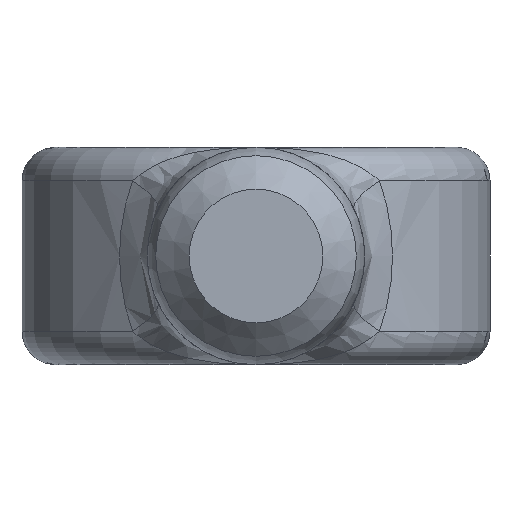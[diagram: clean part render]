
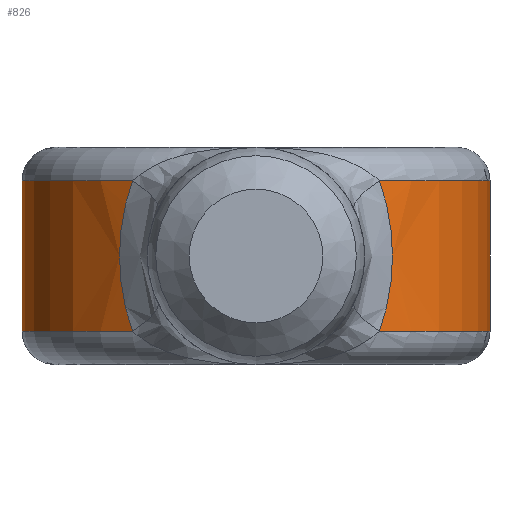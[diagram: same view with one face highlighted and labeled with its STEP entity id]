
A CAD part, front view. The second image highlights one B-rep face of the part: STEP entity #826.
In plain terms, the highlighted cylindrical face has radius 7 mm (diameter 14 mm), a partial arc.
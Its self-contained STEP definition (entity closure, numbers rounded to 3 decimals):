
#37 = CARTESIAN_POINT ( 'NONE',  ( 3.821, -12.867, 1.894 ) ) ;
#52 = CARTESIAN_POINT ( 'NONE',  ( 3.689, -12.949, -2.25 ) ) ;
#56 = DIRECTION ( 'NONE',  ( 0., 0., 1. ) ) ;
#79 = CARTESIAN_POINT ( 'NONE',  ( 3.689, -12.949, 2.25 ) ) ;
#99 = DIRECTION ( 'NONE',  ( -1., 0., 0. ) ) ;
#107 = ORIENTED_EDGE ( 'NONE', *, *, #115, .T. ) ;
#115 = EDGE_CURVE ( 'NONE', #703, #177, #214, .T. ) ;
#116 = CARTESIAN_POINT ( 'NONE',  ( -4.05, -12.71, 0.773 ) ) ;
#119 = CARTESIAN_POINT ( 'NONE',  ( -3.689, -12.949, 2.25 ) ) ;
#173 = CARTESIAN_POINT ( 'NONE',  ( 3.689, -12.949, 2.25 ) ) ;
#174 = CARTESIAN_POINT ( 'NONE',  ( 0., -7., -2.25 ) ) ;
#177 = VERTEX_POINT ( 'NONE', #403 ) ;
#192 = FACE_OUTER_BOUND ( 'NONE', #497, .T. ) ;
#196 = ORIENTED_EDGE ( 'NONE', *, *, #573, .T. ) ;
#214 = B_SPLINE_CURVE_WITH_KNOTS ( 'NONE', 3,
 ( #173, #37, #595, #321, #453, #512, #450, #723, #581, #52 ),
 .UNSPECIFIED., .F., .F.,
 ( 4, 2, 2, 2, 4 ),
 ( 0., 0.001, 0.002, 0.003, 0.005 ),
 .UNSPECIFIED. ) ;
#236 = ORIENTED_EDGE ( 'NONE', *, *, #418, .T. ) ;
#301 = DIRECTION ( 'NONE',  ( 0., 0., -1. ) ) ;
#317 = CIRCLE ( 'NONE', #614, 7. ) ;
#321 = CARTESIAN_POINT ( 'NONE',  ( 4.05, -12.71, 0.771 ) ) ;
#355 = CIRCLE ( 'NONE', #484, 7. ) ;
#382 = CARTESIAN_POINT ( 'NONE',  ( 0., -7., 3.25 ) ) ;
#402 = CYLINDRICAL_SURFACE ( 'NONE', #855, 7. ) ;
#403 = CARTESIAN_POINT ( 'NONE',  ( 3.689, -12.949, -2.25 ) ) ;
#418 = EDGE_CURVE ( 'NONE', #646, #703, #317, .T. ) ;
#439 = DIRECTION ( 'NONE',  ( 1., 0., 0. ) ) ;
#444 = VERTEX_POINT ( 'NONE', #574 ) ;
#450 = CARTESIAN_POINT ( 'NONE',  ( 4.05, -12.71, -0.773 ) ) ;
#453 = CARTESIAN_POINT ( 'NONE',  ( 4.083, -12.686, 0.383 ) ) ;
#455 = CARTESIAN_POINT ( 'NONE',  ( -3.821, -12.867, -1.894 ) ) ;
#461 = CARTESIAN_POINT ( 'NONE',  ( -4.05, -12.71, -0.771 ) ) ;
#464 = CARTESIAN_POINT ( 'NONE',  ( -3.689, -12.949, 2.25 ) ) ;
#484 = AXIS2_PLACEMENT_3D ( 'NONE', #174, #56, #870 ) ;
#497 = EDGE_LOOP ( 'NONE', ( #236, #107, #587, #196 ) ) ;
#512 = CARTESIAN_POINT ( 'NONE',  ( 4.083, -12.686, -0.385 ) ) ;
#521 = CARTESIAN_POINT ( 'NONE',  ( -4.083, -12.686, 0.385 ) ) ;
#524 = CARTESIAN_POINT ( 'NONE',  ( -3.821, -12.867, 1.894 ) ) ;
#529 = EDGE_CURVE ( 'NONE', #177, #444, #355, .T. ) ;
#573 = EDGE_CURVE ( 'NONE', #444, #646, #772, .T. ) ;
#574 = CARTESIAN_POINT ( 'NONE',  ( -3.689, -12.949, -2.25 ) ) ;
#581 = CARTESIAN_POINT ( 'NONE',  ( 3.821, -12.867, -1.894 ) ) ;
#587 = ORIENTED_EDGE ( 'NONE', *, *, #529, .T. ) ;
#591 = CARTESIAN_POINT ( 'NONE',  ( -3.919, -12.801, -1.526 ) ) ;
#595 = CARTESIAN_POINT ( 'NONE',  ( 3.919, -12.801, 1.526 ) ) ;
#600 = CARTESIAN_POINT ( 'NONE',  ( -4.083, -12.686, -0.383 ) ) ;
#614 = AXIS2_PLACEMENT_3D ( 'NONE', #717, #862, #439 ) ;
#646 = VERTEX_POINT ( 'NONE', #464 ) ;
#703 = VERTEX_POINT ( 'NONE', #79 ) ;
#717 = CARTESIAN_POINT ( 'NONE',  ( 0., -7., 2.25 ) ) ;
#723 = CARTESIAN_POINT ( 'NONE',  ( 3.918, -12.801, -1.528 ) ) ;
#772 = B_SPLINE_CURVE_WITH_KNOTS ( 'NONE', 3,
 ( #808, #455, #591, #461, #600, #521, #116, #874, #524, #119 ),
 .UNSPECIFIED., .F., .F.,
 ( 4, 2, 2, 2, 4 ),
 ( 0., 0.001, 0.002, 0.003, 0.005 ),
 .UNSPECIFIED. ) ;
#808 = CARTESIAN_POINT ( 'NONE',  ( -3.689, -12.949, -2.25 ) ) ;
#826 = ADVANCED_FACE ( 'NONE', ( #192 ), #402, .T. ) ;
#855 = AXIS2_PLACEMENT_3D ( 'NONE', #382, #301, #99 ) ;
#862 = DIRECTION ( 'NONE',  ( 0., 0., -1. ) ) ;
#870 = DIRECTION ( 'NONE',  ( 1., 0., 0. ) ) ;
#874 = CARTESIAN_POINT ( 'NONE',  ( -3.918, -12.801, 1.528 ) ) ;
